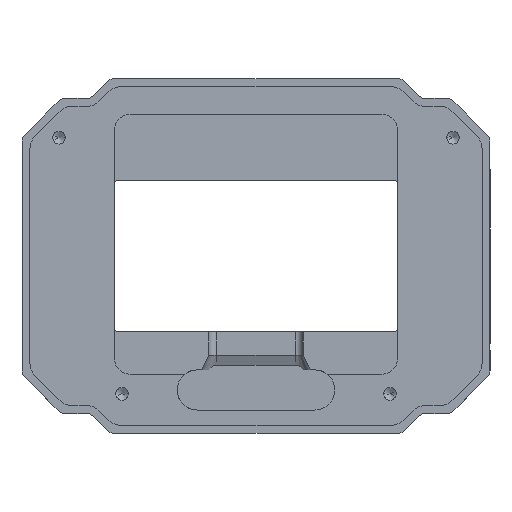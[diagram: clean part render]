
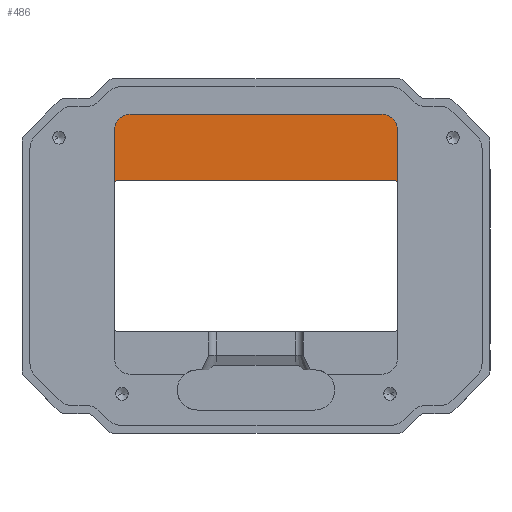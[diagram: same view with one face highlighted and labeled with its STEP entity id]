
A CAD part, top view. The second image highlights one B-rep face of the part: STEP entity #486.
In plain terms, the highlighted planar face has unit normal (0, 0, 1).
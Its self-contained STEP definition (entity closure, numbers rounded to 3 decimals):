
#22 = AXIS2_PLACEMENT_3D ( 'NONE', #1110, #2936, #104 ) ;
#73 = CARTESIAN_POINT ( 'NONE',  ( 17.97, 18., 1.5 ) ) ;
#104 = DIRECTION ( 'NONE',  ( -1., 0., 0. ) ) ;
#109 = EDGE_CURVE ( 'NONE', #114, #915, #503, .T. ) ;
#114 = VERTEX_POINT ( 'NONE', #3724 ) ;
#247 = EDGE_LOOP ( 'NONE', ( #3691, #1562, #2714, #963, #2210, #3794, #4245, #5243 ) ) ;
#485 = VERTEX_POINT ( 'NONE', #1989 ) ;
#486 = ADVANCED_FACE ( 'NONE', ( #1519 ), #1635, .F. ) ;
#503 = LINE ( 'NONE', #73, #5465 ) ;
#553 = AXIS2_PLACEMENT_3D ( 'NONE', #5551, #557, #5079 ) ;
#557 = DIRECTION ( 'NONE',  ( 0., 0., 1. ) ) ;
#619 = CARTESIAN_POINT ( 'NONE',  ( 0., 0., 1.5 ) ) ;
#622 = DIRECTION ( 'NONE',  ( -1., 0., 0. ) ) ;
#680 = CARTESIAN_POINT ( 'NONE',  ( -17.97, 18., 1.5 ) ) ;
#691 = DIRECTION ( 'NONE',  ( 0., -1., 0. ) ) ;
#806 = VERTEX_POINT ( 'NONE', #4075 ) ;
#813 = VECTOR ( 'NONE', #2112, 1000. ) ;
#915 = VERTEX_POINT ( 'NONE', #1979 ) ;
#963 = ORIENTED_EDGE ( 'NONE', *, *, #4844, .T. ) ;
#1110 = CARTESIAN_POINT ( 'NONE',  ( -17.47, 9.12, 1.5 ) ) ;
#1128 = CARTESIAN_POINT ( 'NONE',  ( 17.47, 9.12, 1.5 ) ) ;
#1129 = LINE ( 'NONE', #680, #813 ) ;
#1286 = CARTESIAN_POINT ( 'NONE',  ( -17.97, 9.62, 1.5 ) ) ;
#1290 = EDGE_CURVE ( 'NONE', #3964, #5146, #1501, .T. ) ;
#1399 = AXIS2_PLACEMENT_3D ( 'NONE', #2832, #4651, #1898 ) ;
#1501 = LINE ( 'NONE', #1912, #4820 ) ;
#1505 = CIRCLE ( 'NONE', #553, 2. ) ;
#1519 = FACE_OUTER_BOUND ( 'NONE', #247, .T. ) ;
#1562 = ORIENTED_EDGE ( 'NONE', *, *, #2513, .T. ) ;
#1566 = AXIS2_PLACEMENT_3D ( 'NONE', #1128, #3868, #622 ) ;
#1635 = PLANE ( 'NONE',  #3556 ) ;
#1702 = EDGE_CURVE ( 'NONE', #806, #5146, #3278, .T. ) ;
#1898 = DIRECTION ( 'NONE',  ( -1., 0., 0. ) ) ;
#1904 = DIRECTION ( 'NONE',  ( 1., 0., 0. ) ) ;
#1912 = CARTESIAN_POINT ( 'NONE',  ( 17.97, 18., 1.5 ) ) ;
#1979 = CARTESIAN_POINT ( 'NONE',  ( 15.97, 18., 1.5 ) ) ;
#1982 = VERTEX_POINT ( 'NONE', #3643 ) ;
#1989 = CARTESIAN_POINT ( 'NONE',  ( -17.97, 9.12, 1.5 ) ) ;
#2048 = DIRECTION ( 'NONE',  ( 0., 0., -1. ) ) ;
#2112 = DIRECTION ( 'NONE',  ( 0., 1., 0. ) ) ;
#2210 = ORIENTED_EDGE ( 'NONE', *, *, #3133, .F. ) ;
#2513 = EDGE_CURVE ( 'NONE', #114, #1982, #4642, .T. ) ;
#2549 = DIRECTION ( 'NONE',  ( -1., 0., 0. ) ) ;
#2578 = LINE ( 'NONE', #1286, #5701 ) ;
#2714 = ORIENTED_EDGE ( 'NONE', *, *, #5913, .F. ) ;
#2827 = VERTEX_POINT ( 'NONE', #5432 ) ;
#2832 = CARTESIAN_POINT ( 'NONE',  ( -15.97, 16., 1.5 ) ) ;
#2936 = DIRECTION ( 'NONE',  ( 0., 0., -1. ) ) ;
#3133 = EDGE_CURVE ( 'NONE', #806, #2827, #2578, .T. ) ;
#3278 = CIRCLE ( 'NONE', #1566, 0.5 ) ;
#3556 = AXIS2_PLACEMENT_3D ( 'NONE', #619, #2048, #3807 ) ;
#3643 = CARTESIAN_POINT ( 'NONE',  ( -17.97, 16., 1.5 ) ) ;
#3691 = ORIENTED_EDGE ( 'NONE', *, *, #109, .F. ) ;
#3724 = CARTESIAN_POINT ( 'NONE',  ( -15.97, 18., 1.5 ) ) ;
#3779 = EDGE_CURVE ( 'NONE', #3964, #915, #1505, .T. ) ;
#3794 = ORIENTED_EDGE ( 'NONE', *, *, #1702, .T. ) ;
#3807 = DIRECTION ( 'NONE',  ( -1., 0., 0. ) ) ;
#3868 = DIRECTION ( 'NONE',  ( 0., 0., -1. ) ) ;
#3964 = VERTEX_POINT ( 'NONE', #5046 ) ;
#4075 = CARTESIAN_POINT ( 'NONE',  ( 17.47, 9.62, 1.5 ) ) ;
#4245 = ORIENTED_EDGE ( 'NONE', *, *, #1290, .F. ) ;
#4642 = CIRCLE ( 'NONE', #1399, 2. ) ;
#4651 = DIRECTION ( 'NONE',  ( 0., 0., 1. ) ) ;
#4820 = VECTOR ( 'NONE', #691, 1000. ) ;
#4844 = EDGE_CURVE ( 'NONE', #485, #2827, #4903, .T. ) ;
#4903 = CIRCLE ( 'NONE', #22, 0.5 ) ;
#5007 = CARTESIAN_POINT ( 'NONE',  ( 17.97, 9.12, 1.5 ) ) ;
#5046 = CARTESIAN_POINT ( 'NONE',  ( 17.97, 16., 1.5 ) ) ;
#5079 = DIRECTION ( 'NONE',  ( -1., 0., 0. ) ) ;
#5146 = VERTEX_POINT ( 'NONE', #5007 ) ;
#5243 = ORIENTED_EDGE ( 'NONE', *, *, #3779, .T. ) ;
#5432 = CARTESIAN_POINT ( 'NONE',  ( -17.47, 9.62, 1.5 ) ) ;
#5465 = VECTOR ( 'NONE', #1904, 1000. ) ;
#5551 = CARTESIAN_POINT ( 'NONE',  ( 15.97, 16., 1.5 ) ) ;
#5701 = VECTOR ( 'NONE', #2549, 1000. ) ;
#5913 = EDGE_CURVE ( 'NONE', #485, #1982, #1129, .T. ) ;
